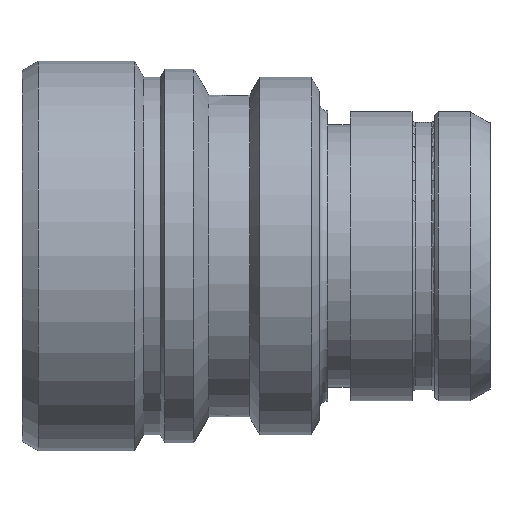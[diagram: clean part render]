
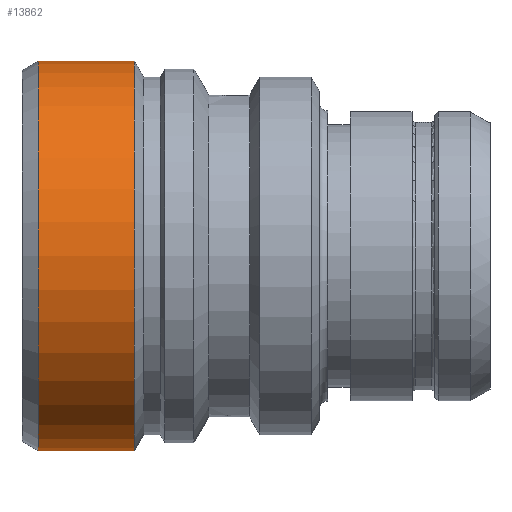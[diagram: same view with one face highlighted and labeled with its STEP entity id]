
A CAD part, top view. The second image highlights one B-rep face of the part: STEP entity #13862.
In plain terms, the highlighted cylindrical face has radius 12 mm (diameter 24 mm), a partial arc.
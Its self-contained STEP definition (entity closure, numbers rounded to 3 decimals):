
#451=CARTESIAN_POINT('',(1.,0.,0.));
#452=DIRECTION('',(1.,0.,0.));
#453=DIRECTION('',(0.,1.,0.));
#454=AXIS2_PLACEMENT_3D('',#451,#452,#453);
#456=CARTESIAN_POINT('',(6.923,0.,0.));
#457=DIRECTION('',(1.,0.,0.));
#458=DIRECTION('',(0.,1.,0.));
#459=AXIS2_PLACEMENT_3D('',#456,#457,#458);
#461=DIRECTION('',(-1.,0.,0.));
#462=VECTOR('',#461,5.923);
#463=CARTESIAN_POINT('',(6.923,12.,0.));
#464=LINE('1247',#463,#462);
#465=DIRECTION('',(-1.,0.,0.));
#466=VECTOR('',#465,5.923);
#467=CARTESIAN_POINT('',(6.923,-12.,0.));
#468=LINE('1262',#467,#466);
#10990=CARTESIAN_POINT('',(6.923,12.,0.));
#10991=VERTEX_POINT('',#10990);
#10992=CARTESIAN_POINT('',(1.,12.,0.));
#10993=VERTEX_POINT('',#10992);
#11026=CARTESIAN_POINT('',(6.923,-12.,0.));
#11027=VERTEX_POINT('',#11026);
#11028=CARTESIAN_POINT('',(1.,-12.,0.));
#11029=VERTEX_POINT('',#11028);
#13848=CARTESIAN_POINT('',(-1.44,0.,0.));
#13849=DIRECTION('',(1.,0.,0.));
#13850=DIRECTION('',(0.,-1.,0.));
#13851=AXIS2_PLACEMENT_3D('',#13848,#13849,#13850);
#13852=CYLINDRICAL_SURFACE('277',#13851,12.);
#13854=ORIENTED_EDGE('1247',*,*,#13853,.F.);
#13856=ORIENTED_EDGE('1280',*,*,#13855,.T.);
#13858=ORIENTED_EDGE('1262',*,*,#13857,.T.);
#13859=ORIENTED_EDGE('1281',*,*,#13834,.F.);
#13860=EDGE_LOOP('277',(#13854,#13856,#13858,#13859));
#13861=FACE_OUTER_BOUND('277',#13860,.F.);
#455=CIRCLE('1281',#454,12.);
#460=CIRCLE('1280',#459,12.);
#13834=EDGE_CURVE('1281',#10993,#11029,#455,.T.);
#13853=EDGE_CURVE('1247',#10991,#10993,#464,.T.);
#13855=EDGE_CURVE('1280',#10991,#11027,#460,.T.);
#13857=EDGE_CURVE('1262',#11027,#11029,#468,.T.);
#13862=ADVANCED_FACE('277',(#13861),#13852,.T.);
